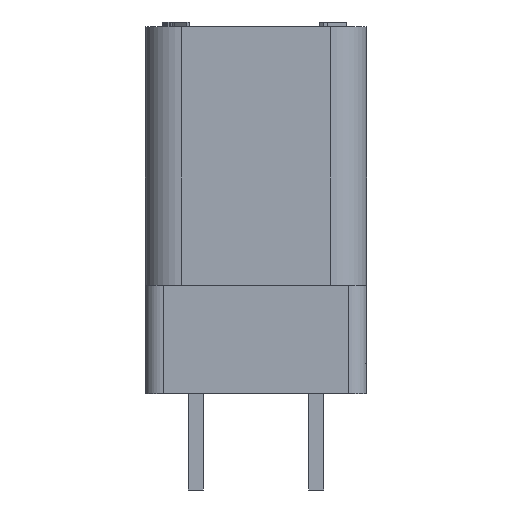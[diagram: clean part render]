
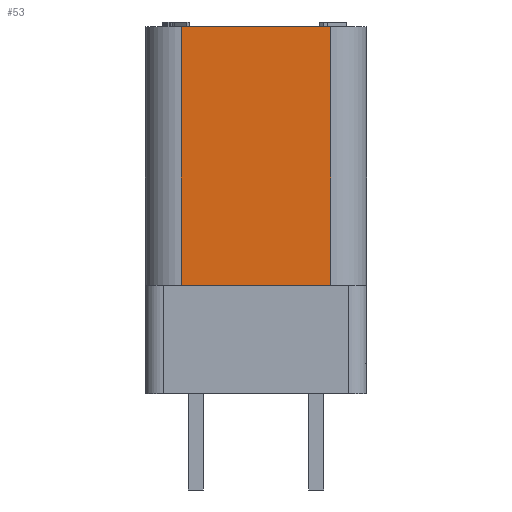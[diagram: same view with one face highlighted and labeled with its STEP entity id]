
A CAD part, left-side view. The second image highlights one B-rep face of the part: STEP entity #53.
In plain terms, the highlighted planar face has unit normal (-1, 0, 0).
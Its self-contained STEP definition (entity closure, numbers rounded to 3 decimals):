
#53=ADVANCED_FACE('',(#2231),#2232,.T.);
#2231=FACE_OUTER_BOUND('',#7074,.T.);
#2232=PLANE('',#7075);
#7074=EDGE_LOOP('',(#11968,#11969,#11970,#11971));
#7075=AXIS2_PLACEMENT_3D('',#11972,#11973,#11974);
#11968=ORIENTED_EDGE('',*,*,#30820,.F.);
#11969=ORIENTED_EDGE('',*,*,#30825,.F.);
#11970=ORIENTED_EDGE('',*,*,#30826,.T.);
#11971=ORIENTED_EDGE('',*,*,#30827,.F.);
#11972=CARTESIAN_POINT('',(-66.802,-4.674,-10.922));
#11973=DIRECTION('',(-1.0,0.0,0.0));
#11974=DIRECTION('',(0.0,0.0,1.0));
#30820=EDGE_CURVE('',#37032,#37033,#37034,.T.);
#30825=EDGE_CURVE('',#37039,#37032,#37041,.T.);
#30826=EDGE_CURVE('',#37039,#37042,#37043,.T.);
#30827=EDGE_CURVE('',#37033,#37042,#37044,.T.);
#37032=VERTEX_POINT('',#47368);
#37033=VERTEX_POINT('',#47369);
#37034=LINE('',#47370,#47371);
#37039=VERTEX_POINT('',#47377);
#37041=LINE('',#47379,#47380);
#37042=VERTEX_POINT('',#47381);
#37043=LINE('',#47382,#47383);
#37044=LINE('',#47384,#47385);
#47368=CARTESIAN_POINT('',(-66.802,-3.15,-10.922));
#47369=CARTESIAN_POINT('',(-66.802,3.15,-10.922));
#47370=CARTESIAN_POINT('',(-66.802,-3.15,-10.922));
#47371=VECTOR('',#63028,6.299);
#47377=CARTESIAN_POINT('',(-66.802,-3.15,0.0));
#47379=CARTESIAN_POINT('',(-66.802,-3.15,0.0));
#47380=VECTOR('',#63039,10.922);
#47381=CARTESIAN_POINT('',(-66.802,3.15,0.0));
#47382=CARTESIAN_POINT('',(-66.802,-3.15,0.0));
#47383=VECTOR('',#63040,6.299);
#47384=CARTESIAN_POINT('',(-66.802,3.15,-10.922));
#47385=VECTOR('',#63041,10.922);
#63028=DIRECTION('',(0.0,1.0,0.0));
#63039=DIRECTION('',(0.0,0.0,-1.0));
#63040=DIRECTION('',(0.0,1.0,0.0));
#63041=DIRECTION('',(0.0,0.0,1.0));
